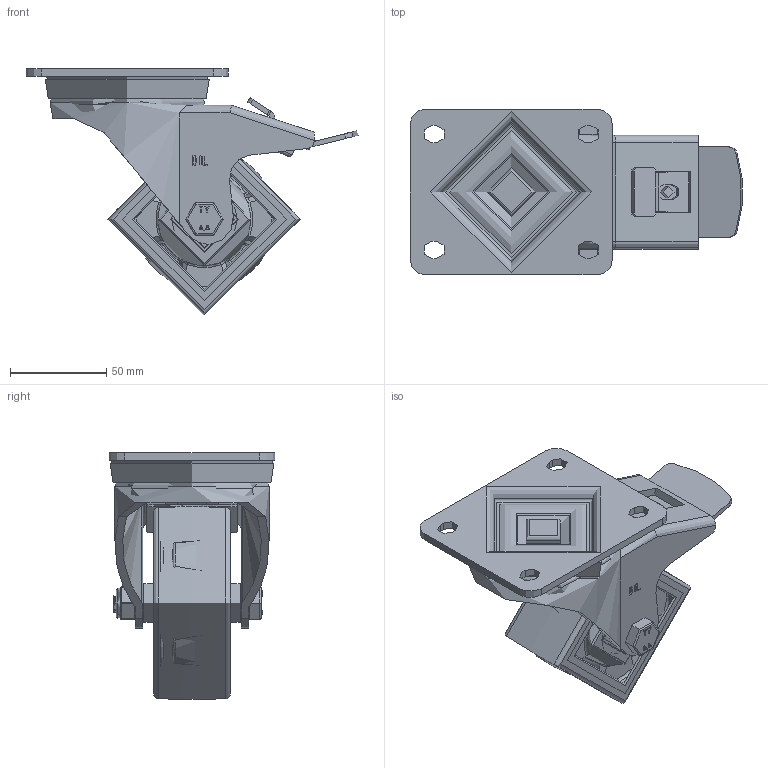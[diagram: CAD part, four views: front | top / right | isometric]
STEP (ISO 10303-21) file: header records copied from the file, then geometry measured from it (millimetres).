
FILE_DESCRIPTION(/* description */ (''),/* implementation_level */ '2;1');
FILE_NAME(/* name */ 'BZH100XPNBJSWB.step',/* time_stamp */ '2025-06-10T16:39:33+01:00',/* author */ (''),/* organization */ (''),/* preprocessor_version */ 'ST-DEVELOPER v20.1',/* originating_system */ 'Autodesk Translation Framework v14.10.0.0',/* authorisation */ '');
FILE_SCHEMA (('AUTOMOTIVE_DESIGN { 1 0 10303 214 3 1 1 }'));
Products named in the file (33): BZH100XPNBJSWB; BZH100ASSWB v1; ZINC PLATED, PRESSED STEEL TOP PLATE; ZINC PLATED, PRESSED STEEL FORKS; BEARING SEAL; ZINC PLATED, PRESSED STEEL BRAKE PEDAL; BRAKE PAD; BRAKE PAD Geometry; BRAKE BOLT; BZXH100WPNBJM15 v1; POLYURETHANE TYRE; NYLON RIM; BEARING 6202; Pattern; BEARING 6202 (1); Pattern (1); Component1; METAL; METAL2; MIDDLE; RUBBER; RUBBER2; BEARING SPACER; TH15X5X10 - 3 v1; ZINC PLATED HEADED SPACER; TH15X5X10 - 3 v1 (1); ZINC PLATED HEADED SPACER (1); HEXBOLTM10X70Z8.8 v2; GRADE 8.8 THREADED ZINC PLATED BOLT; NYLOCM10Z v1; NYLOC NUT; RUBBER (1); NUT
Assembly tree (52 placements, depth 5):
  BZH100XPNBJSWB
    BZH100ASSWB v1
      ZINC PLATED, PRESSED STEEL TOP PLATE
      ZINC PLATED, PRESSED STEEL FORKS
      BEARING SEAL
      ZINC PLATED, PRESSED STEEL BRAKE PEDAL
      BRAKE PAD
        BRAKE PAD Geometry
        BRAKE BOLT
    BZXH100WPNBJM15 v1
      POLYURETHANE TYRE
      NYLON RIM
      BEARING 6202
        METAL
        METAL2
        Pattern
          Component1  x8
        MIDDLE
        RUBBER
        RUBBER2
      BEARING 6202 (1)
        Pattern (1)
          Component1  x8
        METAL
        METAL2
        MIDDLE
        RUBBER
        RUBBER2
      BEARING SPACER
    TH15X5X10 - 3 v1
      ZINC PLATED HEADED SPACER
    TH15X5X10 - 3 v1 (1)
      ZINC PLATED HEADED SPACER (1)
    HEXBOLTM10X70Z8.8 v2
      GRADE 8.8 THREADED ZINC PLATED BOLT
    NYLOCM10Z v1
      NYLOC NUT
        RUBBER (1)
        NUT
Bounding box: 172.17 x 86 x 127.96 mm (x, y, z)
Volume: 382566.6 mm3; surface area: 177708.1 mm2
Topology: 40 solids, 40 shells, 1485 faces, 3717 edges, 2400 vertices
Faces by surface type: plane 602, bspline 443, cylinder 280, sphere 92, torus 57, cone 11
Full cylindrical faces by diameter (mm): 6 x2, 8.141 x18, 9.85 x19, 10 x3, 10.2 x2, 10.5 x2, 12 x2, 14.75 x2, 15 x2, 16 x3, 18 x2, 20 x11, 22 x1, 22.5 x4, 23 x4, 25 x2, 30 x9, 30.5 x4, 31 x9, 32 x3, 35 x4, 48 x2, 60 x1, 72 x1, 73 x2, 80 x1, 85 x2
Entity records: 68055 total; most frequent: CARTESIAN_POINT 41281, ORIENTED_EDGE 5652, DIRECTION 4845, EDGE_CURVE 2826, VERTEX_POINT 1812, AXIS2_PLACEMENT_3D 1778, EDGE_LOOP 1292, LINE 1289
